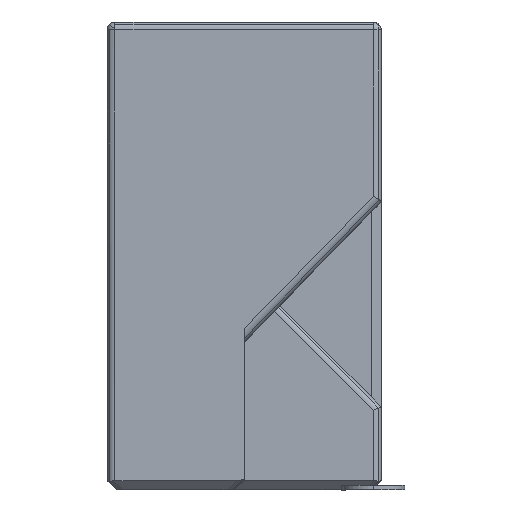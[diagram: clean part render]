
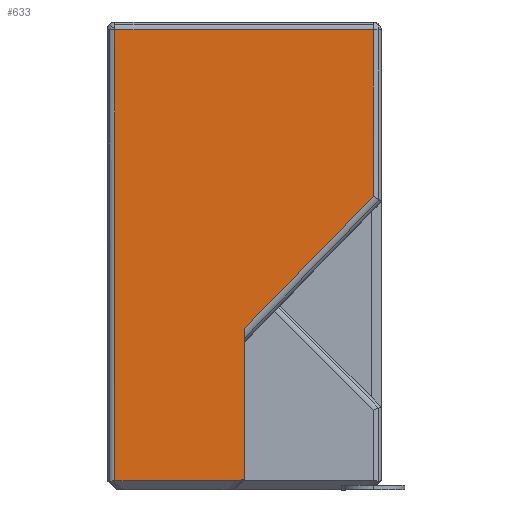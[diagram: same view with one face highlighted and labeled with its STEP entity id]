
A CAD part, left-side view. The second image highlights one B-rep face of the part: STEP entity #633.
In plain terms, the highlighted planar face has unit normal (-1, 0, 0).
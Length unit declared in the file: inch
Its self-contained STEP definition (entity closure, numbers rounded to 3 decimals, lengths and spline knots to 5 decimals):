
#633=ADVANCED_FACE('',(#1379),#1380,.F.);
#1379=FACE_OUTER_BOUND('',#2275,.T.);
#1380=PLANE('',#2276);
#2275=EDGE_LOOP('',(#4022,#4023,#4024,#4025,#4026,#4027,#4028));
#2276=AXIS2_PLACEMENT_3D('',#4029,#4030,#4031);
#4022=ORIENTED_EDGE('',*,*,#6037,.F.);
#4023=ORIENTED_EDGE('',*,*,#6060,.F.);
#4024=ORIENTED_EDGE('',*,*,#6061,.F.);
#4025=ORIENTED_EDGE('',*,*,#6062,.F.);
#4026=ORIENTED_EDGE('',*,*,#6063,.F.);
#4027=ORIENTED_EDGE('',*,*,#6064,.F.);
#4028=ORIENTED_EDGE('',*,*,#6065,.F.);
#4029=CARTESIAN_POINT('',(2.61024,-2.92624,0.53346));
#4030=DIRECTION('',(1.0,0.,0.0));
#4031=DIRECTION('',(0.,1.0,0.));
#6037=EDGE_CURVE('',#6584,#7439,#7440,.T.);
#6060=EDGE_CURVE('',#7475,#6584,#7476,.T.);
#6061=EDGE_CURVE('',#7477,#7475,#7478,.T.);
#6062=EDGE_CURVE('',#7405,#7477,#7479,.T.);
#6063=EDGE_CURVE('',#7267,#7405,#7480,.T.);
#6064=EDGE_CURVE('',#7481,#7267,#7482,.T.);
#6065=EDGE_CURVE('',#7439,#7481,#7483,.T.);
#6584=VERTEX_POINT('',#8116);
#7267=VERTEX_POINT('',#9031);
#7405=VERTEX_POINT('',#9221);
#7439=VERTEX_POINT('',#9265);
#7440=ELLIPSE('',#9266,0.04091,0.02362);
#7475=VERTEX_POINT('',#9311);
#7476=LINE('',#9312,#9313);
#7477=VERTEX_POINT('',#9314);
#7478=LINE('',#9315,#9316);
#7479=LINE('',#9317,#9318);
#7480=LINE('',#9319,#9320);
#7481=VERTEX_POINT('',#9321);
#7482=LINE('',#9322,#9323);
#7483=LINE('',#9324,#9325);
#8116=CARTESIAN_POINT('',(2.61024,-2.75498,-0.21403));
#9031=CARTESIAN_POINT('',(2.61024,-2.43214,0.90748));
#9221=CARTESIAN_POINT('',(2.61024,-3.07781,0.90748));
#9265=CARTESIAN_POINT('',(2.61024,-2.73827,-0.2185));
#9266=AXIS2_PLACEMENT_3D('',#10820,#10821,#10822);
#9311=CARTESIAN_POINT('',(2.61024,-2.75498,0.1612));
#9312=CARTESIAN_POINT('',(2.61024,-2.75498,0.49016));
#9313=VECTOR('',#10854,1.0);
#9314=CARTESIAN_POINT('',(2.61024,-3.07781,0.49184));
#9315=CARTESIAN_POINT('',(2.61024,-3.02406,0.43678));
#9316=VECTOR('',#10855,1.0);
#9317=CARTESIAN_POINT('',(2.61024,-3.07781,0.53346));
#9318=VECTOR('',#10856,1.0);
#9319=CARTESIAN_POINT('',(2.61024,-2.75498,0.90748));
#9320=VECTOR('',#10857,1.0);
#9321=CARTESIAN_POINT('',(2.61024,-2.43214,-0.2185));
#9322=CARTESIAN_POINT('',(2.61024,-2.43214,0.33661));
#9323=VECTOR('',#10858,1.0);
#9324=CARTESIAN_POINT('',(2.61024,-2.92132,-0.2185));
#9325=VECTOR('',#10859,1.0);
#10820=CARTESIAN_POINT('',(2.61024,-2.75498,-0.1851));
#10821=DIRECTION('',(1.0,0.,0.0));
#10822=DIRECTION('',(0.,0.707,-0.707));
#10854=DIRECTION('',(0.,0.,-1.0));
#10855=DIRECTION('',(0.,0.699,-0.716));
#10856=DIRECTION('',(0.,0.,-1.0));
#10857=DIRECTION('',(0.,-1.0,0.));
#10858=DIRECTION('',(0.,0.,1.0));
#10859=DIRECTION('',(0.,1.0,0.));
